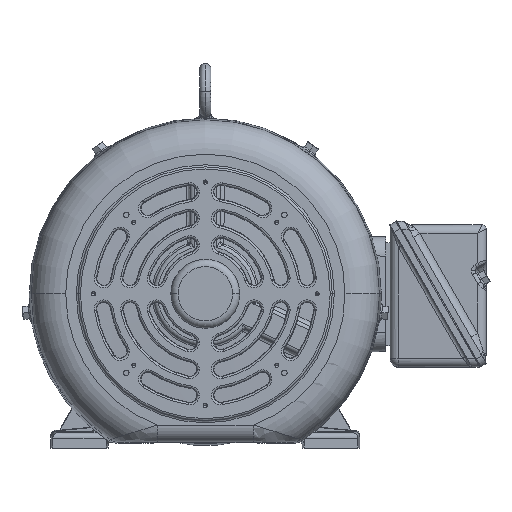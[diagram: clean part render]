
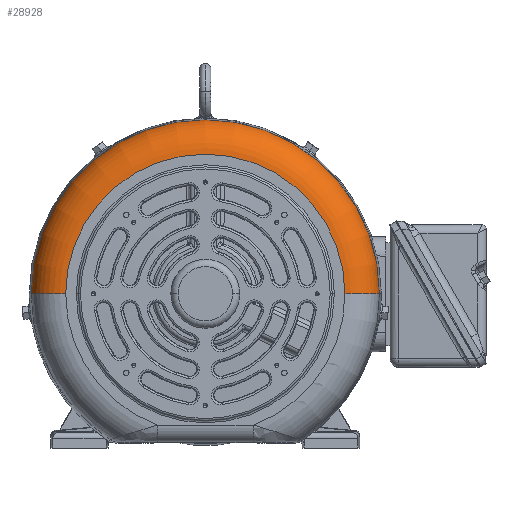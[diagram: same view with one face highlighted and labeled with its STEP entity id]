
A CAD part, top view. The second image highlights one B-rep face of the part: STEP entity #28928.
In plain terms, the highlighted toroidal (fillet/blend) face has major radius 103.146 mm and minor radius 25.4 mm.
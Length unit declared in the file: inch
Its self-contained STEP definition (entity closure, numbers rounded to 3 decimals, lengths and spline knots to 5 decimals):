
#3072 = DIRECTION ( 'NONE',  ( -1., 0., 0. ) ) ;
#7473 = FACE_OUTER_BOUND ( 'NONE', #80557, .T. ) ;
#10725 = ORIENTED_EDGE ( 'NONE', *, *, #45030, .T. ) ;
#15934 = DIRECTION ( 'NONE',  ( 0., 0., -1. ) ) ;
#16677 = ORIENTED_EDGE ( 'NONE', *, *, #53801, .F. ) ;
#16787 = EDGE_CURVE ( 'NONE', #53916, #81486, #65693, .T. ) ;
#18357 = ORIENTED_EDGE ( 'NONE', *, *, #16787, .F. ) ;
#19120 = AXIS2_PLACEMENT_3D ( 'NONE', #24619, #15934, #40076 ) ;
#24182 = DIRECTION ( 'NONE',  ( 0., 0., -1. ) ) ;
#24602 = VERTEX_POINT ( 'NONE', #82558 ) ;
#24619 = CARTESIAN_POINT ( 'NONE',  ( 0., 0., -0.16245 ) ) ;
#25473 = AXIS2_PLACEMENT_3D ( 'NONE', #33248, #87542, #3072 ) ;
#26025 = CIRCLE ( 'NONE', #25473, 1. ) ;
#27807 = DIRECTION ( 'NONE',  ( 0., -1., 0. ) ) ;
#28928 = ADVANCED_FACE ( 'NONE', ( #7473 ), #59107, .T. ) ;
#31889 = CARTESIAN_POINT ( 'NONE',  ( 0., 0., -0.1799 ) ) ;
#33248 = CARTESIAN_POINT ( 'NONE',  ( 4.06088, 0., -0.1799 ) ) ;
#33587 = CARTESIAN_POINT ( 'NONE',  ( -5.06073, 0., -0.16245 ) ) ;
#37340 = CIRCLE ( 'NONE', #19120, 5.06073 ) ;
#38989 = DIRECTION ( 'NONE',  ( -1., 0., 0. ) ) ;
#39241 = VERTEX_POINT ( 'NONE', #68255 ) ;
#40076 = DIRECTION ( 'NONE',  ( -1., 0., 0. ) ) ;
#41974 = DIRECTION ( 'NONE',  ( 0., 0., -1. ) ) ;
#45030 = EDGE_CURVE ( 'NONE', #53916, #24602, #64077, .T. ) ;
#53801 = EDGE_CURVE ( 'NONE', #81486, #39241, #37340, .T. ) ;
#53916 = VERTEX_POINT ( 'NONE', #95346 ) ;
#58496 = ORIENTED_EDGE ( 'NONE', *, *, #83875, .T. ) ;
#59107 = TOROIDAL_SURFACE ( 'NONE', #68943, 4.06088, 1. ) ;
#64077 = CIRCLE ( 'NONE', #80199, 4.06088 ) ;
#65418 = DIRECTION ( 'NONE',  ( 0., 0., -1. ) ) ;
#65693 = CIRCLE ( 'NONE', #77679, 1. ) ;
#68255 = CARTESIAN_POINT ( 'NONE',  ( 5.06073, 0., -0.16245 ) ) ;
#68943 = AXIS2_PLACEMENT_3D ( 'NONE', #31889, #24182, #38989 ) ;
#77679 = AXIS2_PLACEMENT_3D ( 'NONE', #80780, #27807, #65418 ) ;
#80199 = AXIS2_PLACEMENT_3D ( 'NONE', #96568, #41974, #95903 ) ;
#80557 = EDGE_LOOP ( 'NONE', ( #10725, #58496, #16677, #18357 ) ) ;
#80780 = CARTESIAN_POINT ( 'NONE',  ( -4.06088, 0., -0.1799 ) ) ;
#81486 = VERTEX_POINT ( 'NONE', #33587 ) ;
#82558 = CARTESIAN_POINT ( 'NONE',  ( 4.06088, 0., 0.8201 ) ) ;
#83875 = EDGE_CURVE ( 'NONE', #24602, #39241, #26025, .T. ) ;
#87542 = DIRECTION ( 'NONE',  ( 0., 1., 0. ) ) ;
#95346 = CARTESIAN_POINT ( 'NONE',  ( -4.06088, 0., 0.8201 ) ) ;
#95903 = DIRECTION ( 'NONE',  ( -1., 0., 0. ) ) ;
#96568 = CARTESIAN_POINT ( 'NONE',  ( 0., 0., 0.8201 ) ) ;
